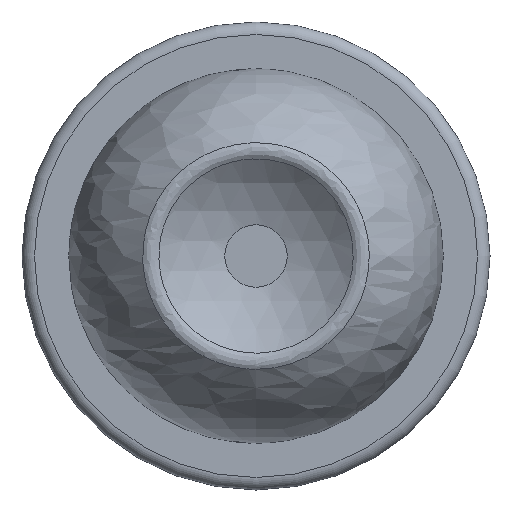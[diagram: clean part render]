
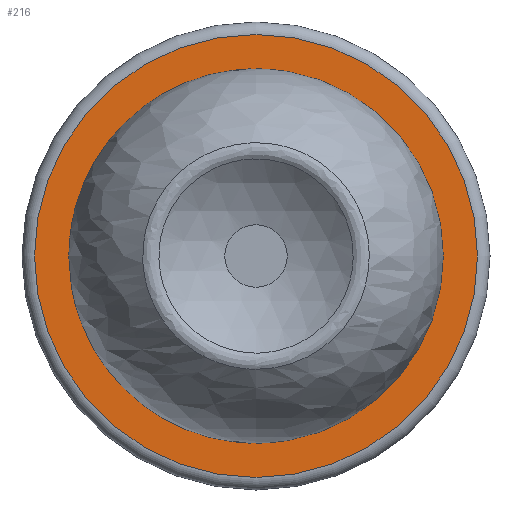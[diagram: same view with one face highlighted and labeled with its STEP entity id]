
A CAD part, front view. The second image highlights one B-rep face of the part: STEP entity #216.
In plain terms, the highlighted planar face has unit normal (0, -1, 0).
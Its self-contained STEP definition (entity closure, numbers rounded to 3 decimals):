
#22=FACE_BOUND('',#67,.T.);
#36=PLANE('',#251);
#48=FACE_OUTER_BOUND('',#66,.T.);
#66=EDGE_LOOP('',(#184));
#67=EDGE_LOOP('',(#185));
#92=CIRCLE('',#249,35.5);
#94=CIRCLE('',#252,25.089);
#114=VERTEX_POINT('',#1327);
#115=VERTEX_POINT('',#1332);
#138=EDGE_CURVE('',#114,#114,#92,.T.);
#140=EDGE_CURVE('',#115,#115,#94,.T.);
#184=ORIENTED_EDGE('',*,*,#138,.F.);
#185=ORIENTED_EDGE('',*,*,#140,.F.);
#216=ADVANCED_FACE('',(#48,#22),#36,.F.);
#249=AXIS2_PLACEMENT_3D('',#1329,#294,#295);
#251=AXIS2_PLACEMENT_3D('',#1331,#298,#299);
#252=AXIS2_PLACEMENT_3D('',#1333,#300,#301);
#294=DIRECTION('center_axis',(0.,1.,0.));
#295=DIRECTION('ref_axis',(-1.,0.,0.));
#298=DIRECTION('center_axis',(0.,1.,0.));
#299=DIRECTION('ref_axis',(-1.,0.,0.));
#300=DIRECTION('center_axis',(0.,-1.,0.));
#301=DIRECTION('ref_axis',(-1.,0.,0.));
#1327=CARTESIAN_POINT('',(0.,42.5,-35.5));
#1329=CARTESIAN_POINT('Origin',(0.,42.5,0.));
#1331=CARTESIAN_POINT('Origin',(0.,42.5,0.));
#1332=CARTESIAN_POINT('',(0.,42.5,25.089));
#1333=CARTESIAN_POINT('Origin',(0.,42.5,0.));
